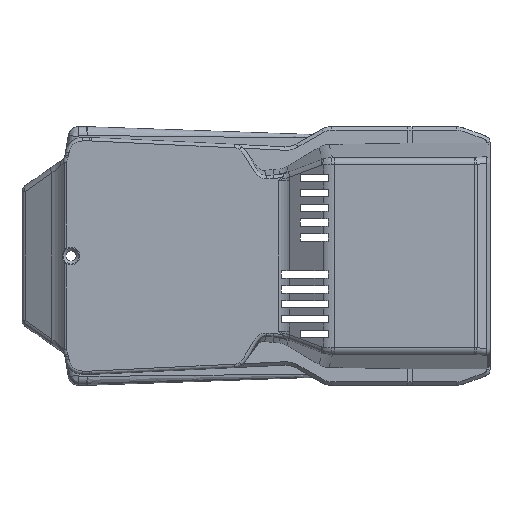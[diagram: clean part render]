
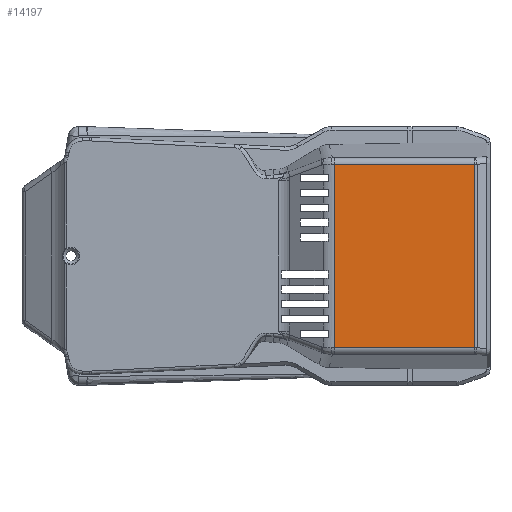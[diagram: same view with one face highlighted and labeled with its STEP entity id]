
A CAD part, front view. The second image highlights one B-rep face of the part: STEP entity #14197.
In plain terms, the highlighted planar face has unit normal (0, -1, 0).
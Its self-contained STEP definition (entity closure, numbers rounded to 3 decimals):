
#885=PLANE('',#15108);
#1459=FACE_OUTER_BOUND('',#2222,.T.);
#2222=EDGE_LOOP('',(#11145,#11146,#11147,#11148));
#3372=LINE('',#21745,#4846);
#3374=LINE('',#21751,#4848);
#3447=LINE('',#22027,#4921);
#3688=LINE('',#22760,#5162);
#4846=VECTOR('',#16644,10.);
#4848=VECTOR('',#16650,10.);
#4921=VECTOR('',#16829,10.);
#5162=VECTOR('',#17304,10.);
#6245=VERTEX_POINT('',#21334);
#6263=VERTEX_POINT('',#21408);
#6380=VERTEX_POINT('',#21749);
#6454=VERTEX_POINT('',#22026);
#7945=EDGE_CURVE('',#6263,#6245,#3372,.T.);
#7948=EDGE_CURVE('',#6245,#6380,#3374,.T.);
#8050=EDGE_CURVE('',#6263,#6454,#3447,.T.);
#8334=EDGE_CURVE('',#6380,#6454,#3688,.T.);
#11145=ORIENTED_EDGE('',*,*,#7948,.T.);
#11146=ORIENTED_EDGE('',*,*,#8334,.T.);
#11147=ORIENTED_EDGE('',*,*,#8050,.F.);
#11148=ORIENTED_EDGE('',*,*,#7945,.T.);
#14197=ADVANCED_FACE('',(#1459),#885,.T.);
#15108=AXIS2_PLACEMENT_3D('',#22759,#17302,#17303);
#16644=DIRECTION('',(0.,0.,1.));
#16650=DIRECTION('',(-1.,0.,0.));
#16829=DIRECTION('',(-1.,0.,0.));
#17302=DIRECTION('center_axis',(0.,-1.,0.));
#17303=DIRECTION('ref_axis',(-1.,0.,0.));
#17304=DIRECTION('',(0.,0.,-1.));
#21334=CARTESIAN_POINT('',(29.026,-34.,26.96));
#21408=CARTESIAN_POINT('',(29.026,-34.,-26.96));
#21745=CARTESIAN_POINT('',(29.026,-34.,0.));
#21749=CARTESIAN_POINT('',(-12.108,-34.,26.96));
#21751=CARTESIAN_POINT('',(30.189,-34.,26.96));
#22026=CARTESIAN_POINT('',(-12.108,-34.,-26.96));
#22027=CARTESIAN_POINT('',(30.189,-34.,-26.96));
#22759=CARTESIAN_POINT('Origin',(29.379,-34.,0.));
#22760=CARTESIAN_POINT('',(-12.108,-34.,0.));
